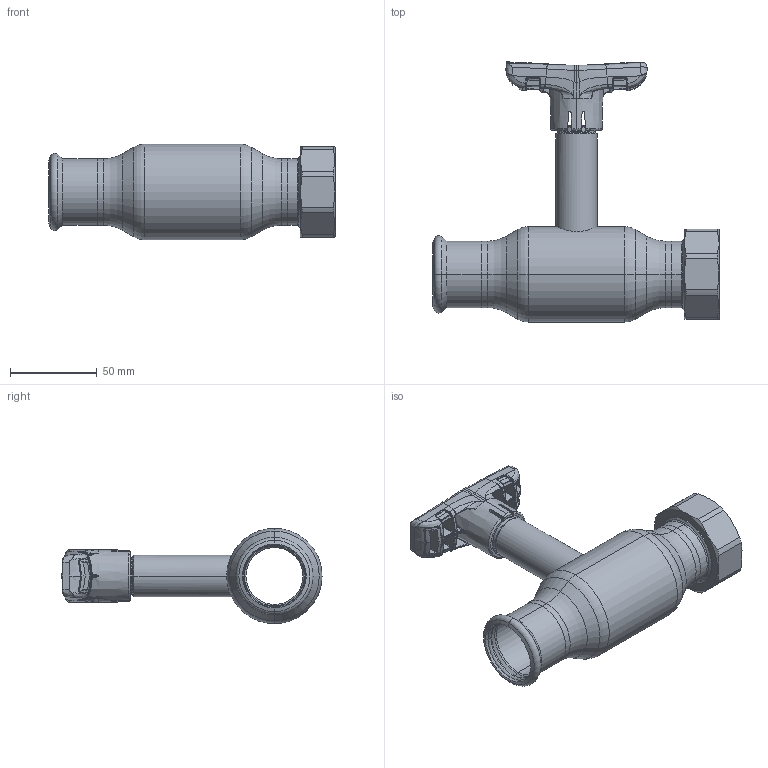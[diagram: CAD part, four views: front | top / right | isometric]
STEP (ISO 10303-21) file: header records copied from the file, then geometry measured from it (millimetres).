
FILE_DESCRIPTION (( 'STEP AP214' ), '1' );
FILE_NAME ('2032001401-0400.step', '2023-12-12T08:59:26', ( '' ), ( '' ), 'SwSTEP 2.0', 'SolidWorks 2021', '' );
FILE_SCHEMA (( 'AUTOMOTIVE_DESIGN' ));
Length unit declared in the file: millimetre
Products named in the file (1): 2032001401-0400
Bounding box: 165 x 150.08 x 55 mm (x, y, z)
Surface area: 55966.7 mm2 (no closed solid volume)
Topology: 0 solids, 9 shells, 599 faces, 1995 edges, 1319 vertices
Faces by surface type: bspline 432, cylinder 54, plane 50, cone 34, torus 25, sphere 4
Entity records: 54876 total; most frequent: CARTESIAN_POINT 35481, ORIENTED_EDGE 3236, EDGE_CURVE 1983, B_SPLINE_CURVE_WITH_KNOTS 1374, DIRECTION 1368, VERTEX_POINT 1316, EDGE_LOOP 609, UNCERTAINTY_MEASURE_WITH_UNIT 598
